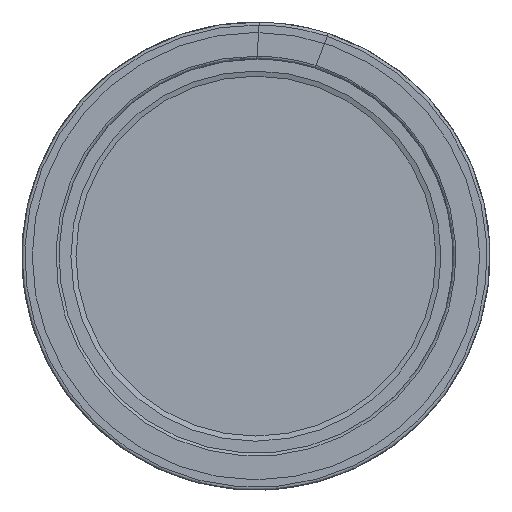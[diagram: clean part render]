
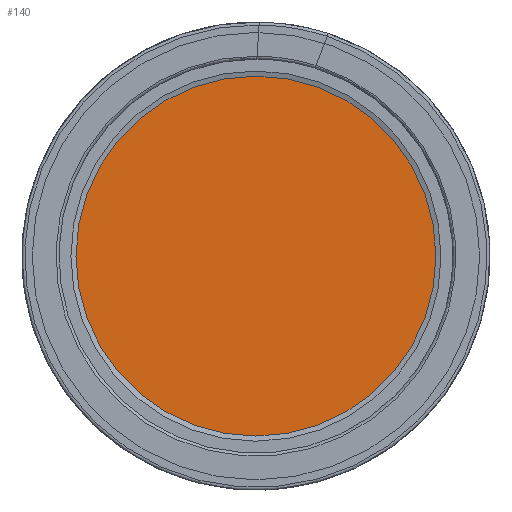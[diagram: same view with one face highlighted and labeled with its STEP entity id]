
A CAD part, left-side view. The second image highlights one B-rep face of the part: STEP entity #140.
In plain terms, the highlighted planar face has unit normal (-1, 0, 0).
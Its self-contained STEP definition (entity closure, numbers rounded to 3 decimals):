
#140=ADVANCED_FACE('',(#187),#178,.F.);
#178=PLANE('',#531);
#187=FACE_OUTER_BOUND('',#211,.T.);
#211=EDGE_LOOP('',(#263));
#263=ORIENTED_EDGE('',*,*,#430,.T.);
#389=VERTEX_POINT('',#736);
#430=EDGE_CURVE('',#389,#389,#493,.T.);
#493=CIRCLE('',#530,24.213);
#530=AXIS2_PLACEMENT_3D('',#735,#598,#599);
#531=AXIS2_PLACEMENT_3D('',#737,#600,#601);
#598=DIRECTION('',(-1.,0.,0.));
#599=DIRECTION('',(0.,0.,1.));
#600=DIRECTION('',(1.,0.,0.));
#601=DIRECTION('',(0.,0.,-1.));
#735=CARTESIAN_POINT('',(0.65,0.,0.));
#736=CARTESIAN_POINT('',(0.65,0.,24.213));
#737=CARTESIAN_POINT('',(0.65,0.,0.));
